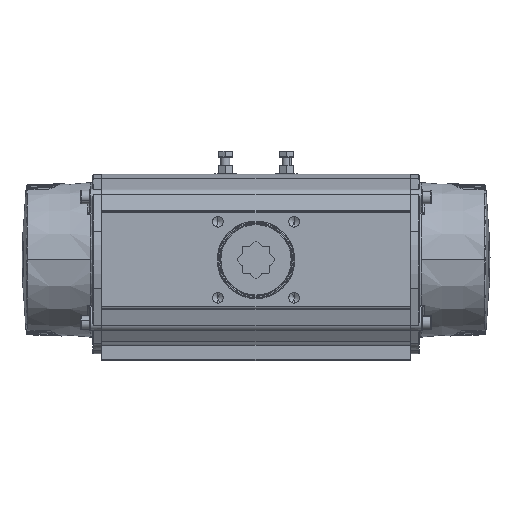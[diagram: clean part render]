
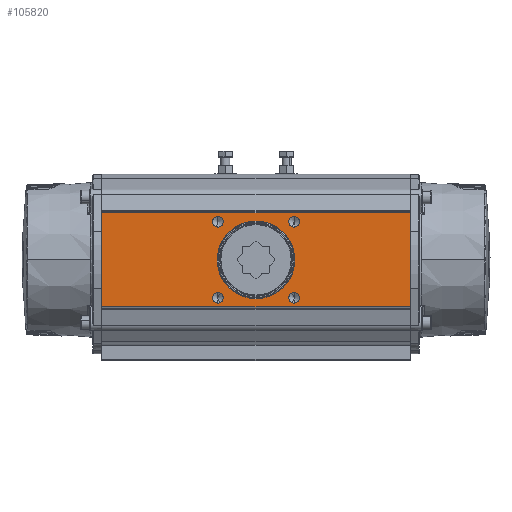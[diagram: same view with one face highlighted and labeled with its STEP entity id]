
A CAD part, front view. The second image highlights one B-rep face of the part: STEP entity #105820.
In plain terms, the highlighted face is planar.
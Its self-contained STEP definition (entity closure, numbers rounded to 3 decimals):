
#23108 = CIRCLE ( 'NONE', #23119, 6.917 ) ;
#23119 = AXIS2_PLACEMENT_3D ( 'NONE', #23179, #23177, #23176 ) ;
#23135 = CARTESIAN_POINT ( 'NONE',  ( -26.376, -0.323, -142.5 ) ) ;
#23176 = DIRECTION ( 'NONE',  ( 1., 0., 0. ) ) ;
#23177 = DIRECTION ( 'NONE',  ( 0., 0., 1. ) ) ;
#23179 = CARTESIAN_POINT ( 'NONE',  ( -25.373, 49.175, -142.5 ) ) ;
#29377 = CARTESIAN_POINT ( 'NONE',  ( 80.539, -49.82, -142.5 ) ) ;
#36520 = CARTESIAN_POINT ( 'NONE',  ( -18.456, 49.175, -142.5 ) ) ;
#36739 = DIRECTION ( 'NONE',  ( -1., 0., 0. ) ) ;
#36740 = DIRECTION ( 'NONE',  ( 0., 0., 1. ) ) ;
#36741 = CARTESIAN_POINT ( 'NONE',  ( 24.124, -0.323, -142.5 ) ) ;
#36742 = AXIS2_PLACEMENT_3D ( 'NONE', #36741, #36740, #36739 ) ;
#36750 = CIRCLE ( 'NONE', #36742, 50.5 ) ;
#36766 = CARTESIAN_POINT ( 'NONE',  ( 74.624, -0.323, -142.5 ) ) ;
#36872 = CARTESIAN_POINT ( 'NONE',  ( -32.291, 49.175, -142.5 ) ) ;
#46319 = DIRECTION ( 'NONE',  ( 0., 0., 1. ) ) ;
#46363 = CARTESIAN_POINT ( 'NONE',  ( -25.373, 49.175, -142.5 ) ) ;
#46370 = CIRCLE ( 'NONE', #46391, 6.917 ) ;
#46391 = AXIS2_PLACEMENT_3D ( 'NONE', #46363, #46319, #46441 ) ;
#46441 = DIRECTION ( 'NONE',  ( 1., 0., 0. ) ) ;
#47169 = CIRCLE ( 'NONE', #47170, 6.917 ) ;
#47170 = AXIS2_PLACEMENT_3D ( 'NONE', #47269, #47232, #47231 ) ;
#47231 = DIRECTION ( 'NONE',  ( 1., 0., 0. ) ) ;
#47232 = DIRECTION ( 'NONE',  ( 0., 0., 1. ) ) ;
#47269 = CARTESIAN_POINT ( 'NONE',  ( 73.622, -49.82, -142.5 ) ) ;
#65519 = CARTESIAN_POINT ( 'NONE',  ( 85.124, -0.323, -142.5 ) ) ;
#65520 = LINE ( 'NONE', #65519, #65612 ) ;
#65531 = CARTESIAN_POINT ( 'NONE',  ( -36.876, 200.177, -142.5 ) ) ;
#65611 = DIRECTION ( 'NONE',  ( 0., -1., 0. ) ) ;
#65612 = VECTOR ( 'NONE', #65611, 1000. ) ;
#65645 = FACE_BOUND ( 'NONE', #105848, .T. ) ;
#65833 = FACE_BOUND ( 'NONE', #105958, .T. ) ;
#65837 = FACE_OUTER_BOUND ( 'NONE', #105786, .T. ) ;
#65838 = FACE_BOUND ( 'NONE', #105866, .T. ) ;
#65839 = AXIS2_PLACEMENT_3D ( 'NONE', #65842, #65899, #65898 ) ;
#65841 = FACE_BOUND ( 'NONE', #105772, .T. ) ;
#65842 = CARTESIAN_POINT ( 'NONE',  ( 85.124, -200.823, -142.5 ) ) ;
#65845 = PLANE ( 'NONE',  #65839 ) ;
#65846 = FACE_BOUND ( 'NONE', #105850, .T. ) ;
#65898 = DIRECTION ( 'NONE',  ( -1., 0., 0. ) ) ;
#65899 = DIRECTION ( 'NONE',  ( 0., 0., -1. ) ) ;
#66496 = CARTESIAN_POINT ( 'NONE',  ( -36.876, -200.823, -142.5 ) ) ;
#66703 = CARTESIAN_POINT ( 'NONE',  ( 85.124, 200.177, -142.5 ) ) ;
#66787 = DIRECTION ( 'NONE',  ( -1., 0., 0. ) ) ;
#66789 = VECTOR ( 'NONE', #66787, 1000. ) ;
#66791 = CARTESIAN_POINT ( 'NONE',  ( -89.801, 200.177, -142.5 ) ) ;
#66793 = LINE ( 'NONE', #66791, #66789 ) ;
#66828 = LINE ( 'NONE', #66948, #66946 ) ;
#66843 = CARTESIAN_POINT ( 'NONE',  ( -89.801, -200.823, -142.5 ) ) ;
#66845 = LINE ( 'NONE', #66843, #66940 ) ;
#66940 = VECTOR ( 'NONE', #67444, 1000. ) ;
#66945 = DIRECTION ( 'NONE',  ( 0., -1., 0. ) ) ;
#66946 = VECTOR ( 'NONE', #66945, 1000. ) ;
#66948 = CARTESIAN_POINT ( 'NONE',  ( -36.876, -0.323, -142.5 ) ) ;
#67444 = DIRECTION ( 'NONE',  ( 1., 0., 0. ) ) ;
#67564 = CARTESIAN_POINT ( 'NONE',  ( 85.124, -200.823, -142.5 ) ) ;
#83244 = DIRECTION ( 'NONE',  ( -1., 0., 0. ) ) ;
#83245 = AXIS2_PLACEMENT_3D ( 'NONE', #83256, #83273, #83244 ) ;
#83256 = CARTESIAN_POINT ( 'NONE',  ( 24.124, -0.323, -142.5 ) ) ;
#83273 = DIRECTION ( 'NONE',  ( 0., 0., 1. ) ) ;
#83289 = CIRCLE ( 'NONE', #83245, 50.5 ) ;
#86671 = EDGE_CURVE ( 'NONE', #133616, #135099, #46370, .T. ) ;
#86757 = EDGE_CURVE ( 'NONE', #123911, #116831, #47169, .T. ) ;
#88273 = EDGE_CURVE ( 'NONE', #116419, #116045, #141151, .T. ) ;
#102698 = EDGE_CURVE ( 'NONE', #134421, #138000, #83289, .T. ) ;
#103709 = DIRECTION ( 'NONE',  ( 1., 0., 0. ) ) ;
#103716 = DIRECTION ( 'NONE',  ( 0., 0., 1. ) ) ;
#104157 = CARTESIAN_POINT ( 'NONE',  ( -32.291, -49.82, -142.5 ) ) ;
#104207 = CIRCLE ( 'NONE', #104218, 6.917 ) ;
#104218 = AXIS2_PLACEMENT_3D ( 'NONE', #104233, #103716, #103709 ) ;
#104233 = CARTESIAN_POINT ( 'NONE',  ( 73.622, -49.82, -142.5 ) ) ;
#104268 = CARTESIAN_POINT ( 'NONE',  ( -18.456, -49.82, -142.5 ) ) ;
#104287 = CARTESIAN_POINT ( 'NONE',  ( 66.704, 49.175, -142.5 ) ) ;
#104317 = CARTESIAN_POINT ( 'NONE',  ( 66.704, -49.82, -142.5 ) ) ;
#104400 = AXIS2_PLACEMENT_3D ( 'NONE', #104419, #104418, #104417 ) ;
#104417 = DIRECTION ( 'NONE',  ( 1., 0., 0. ) ) ;
#104418 = DIRECTION ( 'NONE',  ( 0., 0., 1. ) ) ;
#104419 = CARTESIAN_POINT ( 'NONE',  ( 73.622, 49.175, -142.5 ) ) ;
#104421 = CIRCLE ( 'NONE', #104400, 6.917 ) ;
#104611 = DIRECTION ( 'NONE',  ( 1., 0., 0. ) ) ;
#104612 = DIRECTION ( 'NONE',  ( 0., 0., 1. ) ) ;
#104613 = CARTESIAN_POINT ( 'NONE',  ( -25.373, -49.82, -142.5 ) ) ;
#104614 = AXIS2_PLACEMENT_3D ( 'NONE', #104613, #104612, #104611 ) ;
#104617 = CIRCLE ( 'NONE', #104614, 6.917 ) ;
#105058 = CARTESIAN_POINT ( 'NONE',  ( 80.539, 49.175, -142.5 ) ) ;
#105744 = ORIENTED_EDGE ( 'NONE', *, *, #117918, .T. ) ;
#105759 = VERTEX_POINT ( 'NONE', #65531 ) ;
#105772 = EDGE_LOOP ( 'NONE', ( #105913, #105860 ) ) ;
#105775 = EDGE_CURVE ( 'NONE', #105915, #106026, #65520, .T. ) ;
#105786 = EDGE_LOOP ( 'NONE', ( #106029, #105905, #106030, #105798 ) ) ;
#105798 = ORIENTED_EDGE ( 'NONE', *, *, #106016, .F. ) ;
#105820 = ADVANCED_FACE ( 'NONE', ( #65838, #65841, #65833, #65645, #65846, #65837 ), #65845, .T. ) ;
#105847 = ORIENTED_EDGE ( 'NONE', *, *, #86757, .T. ) ;
#105848 = EDGE_LOOP ( 'NONE', ( #105847, #105940 ) ) ;
#105850 = EDGE_LOOP ( 'NONE', ( #105870, #105918 ) ) ;
#105852 = ORIENTED_EDGE ( 'NONE', *, *, #110069, .T. ) ;
#105860 = ORIENTED_EDGE ( 'NONE', *, *, #138195, .T. ) ;
#105866 = EDGE_LOOP ( 'NONE', ( #105916, #105920 ) ) ;
#105870 = ORIENTED_EDGE ( 'NONE', *, *, #88273, .T. ) ;
#105876 = VERTEX_POINT ( 'NONE', #66496 ) ;
#105905 = ORIENTED_EDGE ( 'NONE', *, *, #105909, .F. ) ;
#105909 = EDGE_CURVE ( 'NONE', #105915, #105759, #66793, .T. ) ;
#105913 = ORIENTED_EDGE ( 'NONE', *, *, #86671, .T. ) ;
#105915 = VERTEX_POINT ( 'NONE', #66703 ) ;
#105916 = ORIENTED_EDGE ( 'NONE', *, *, #134313, .T. ) ;
#105918 = ORIENTED_EDGE ( 'NONE', *, *, #118594, .T. ) ;
#105920 = ORIENTED_EDGE ( 'NONE', *, *, #102698, .T. ) ;
#105937 = EDGE_CURVE ( 'NONE', #105759, #105876, #66828, .T. ) ;
#105940 = ORIENTED_EDGE ( 'NONE', *, *, #116170, .T. ) ;
#105958 = EDGE_LOOP ( 'NONE', ( #105852, #105744 ) ) ;
#106016 = EDGE_CURVE ( 'NONE', #105876, #106026, #66845, .T. ) ;
#106026 = VERTEX_POINT ( 'NONE', #67564 ) ;
#106029 = ORIENTED_EDGE ( 'NONE', *, *, #105937, .F. ) ;
#106030 = ORIENTED_EDGE ( 'NONE', *, *, #105775, .T. ) ;
#110069 = EDGE_CURVE ( 'NONE', #119692, #116728, #144972, .T. ) ;
#116045 = VERTEX_POINT ( 'NONE', #104157 ) ;
#116170 = EDGE_CURVE ( 'NONE', #116831, #123911, #104207, .T. ) ;
#116419 = VERTEX_POINT ( 'NONE', #104268 ) ;
#116728 = VERTEX_POINT ( 'NONE', #104287 ) ;
#116831 = VERTEX_POINT ( 'NONE', #104317 ) ;
#117918 = EDGE_CURVE ( 'NONE', #116728, #119692, #104421, .T. ) ;
#118594 = EDGE_CURVE ( 'NONE', #116045, #116419, #104617, .T. ) ;
#119692 = VERTEX_POINT ( 'NONE', #105058 ) ;
#123911 = VERTEX_POINT ( 'NONE', #29377 ) ;
#133616 = VERTEX_POINT ( 'NONE', #36520 ) ;
#134313 = EDGE_CURVE ( 'NONE', #138000, #134421, #36750, .T. ) ;
#134421 = VERTEX_POINT ( 'NONE', #36766 ) ;
#135099 = VERTEX_POINT ( 'NONE', #36872 ) ;
#138000 = VERTEX_POINT ( 'NONE', #23135 ) ;
#138195 = EDGE_CURVE ( 'NONE', #135099, #133616, #23108, .T. ) ;
#141063 = CARTESIAN_POINT ( 'NONE',  ( -25.373, -49.82, -142.5 ) ) ;
#141148 = DIRECTION ( 'NONE',  ( 1., 0., 0. ) ) ;
#141149 = DIRECTION ( 'NONE',  ( 0., 0., 1. ) ) ;
#141150 = AXIS2_PLACEMENT_3D ( 'NONE', #141063, #141149, #141148 ) ;
#141151 = CIRCLE ( 'NONE', #141150, 6.917 ) ;
#144972 = CIRCLE ( 'NONE', #145050, 6.917 ) ;
#145042 = DIRECTION ( 'NONE',  ( 1., 0., 0. ) ) ;
#145043 = DIRECTION ( 'NONE',  ( 0., 0., 1. ) ) ;
#145045 = CARTESIAN_POINT ( 'NONE',  ( 73.622, 49.175, -142.5 ) ) ;
#145050 = AXIS2_PLACEMENT_3D ( 'NONE', #145045, #145043, #145042 ) ;
